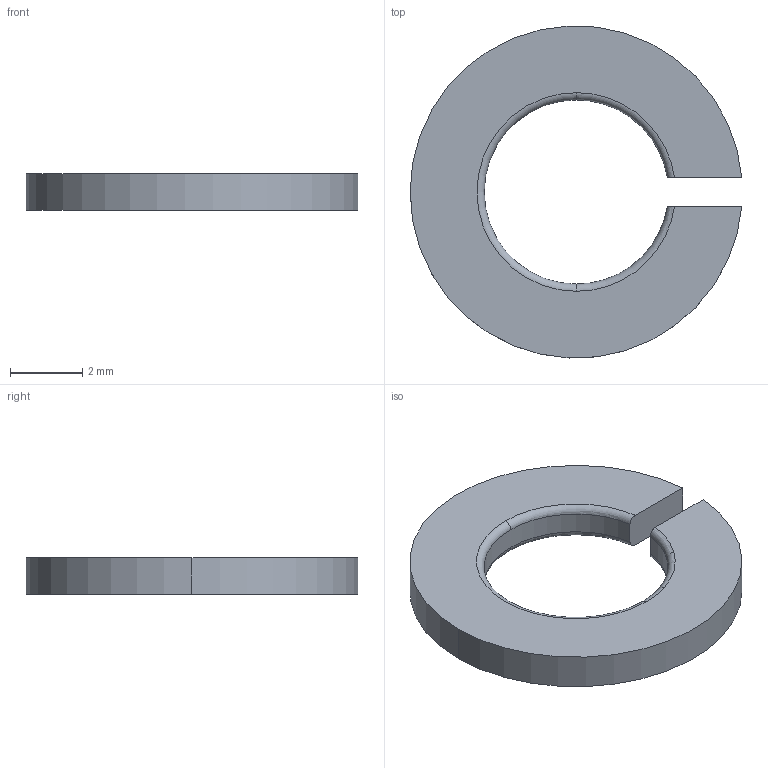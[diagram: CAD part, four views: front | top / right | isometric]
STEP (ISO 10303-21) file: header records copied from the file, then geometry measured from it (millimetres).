
FILE_DESCRIPTION(('STEP AP242'),'1');
FILE_NAME('din_128_a5.stp','2020-08-17T14:12:27',('TraceParts'),('TraceParts S.A.'),'Spatial InterOp 3D',' ',' ');
FILE_SCHEMA(('AP242_MANAGED_MODEL_BASED_3D_ENGINEERING_MIM_LF {1 0 10303 442 1 1 4}'));
Length unit declared in the file: millimetre
Products named in the file (1): din_128_a5
Bounding box: 9.18 x 9.19 x 1 mm (x, y, z)
Volume: 44.1 mm3; surface area: 133.6 mm2
Topology: 1 solids, 1 shells, 14 faces, 36 edges, 24 vertices
Faces by surface type: torus 6, cylinder 4, plane 4
Entity records: 501 total; most frequent: CARTESIAN_POINT 127, DIRECTION 84, ORIENTED_EDGE 72, AXIS2_PLACEMENT_3D 37, EDGE_CURVE 36, VERTEX_POINT 24, CIRCLE 22, ADVANCED_FACE 14
